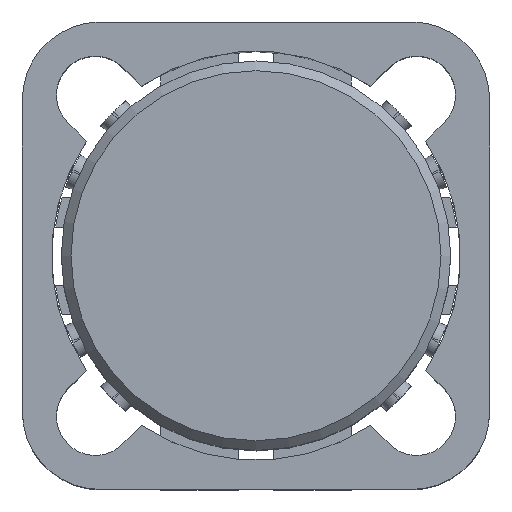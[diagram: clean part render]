
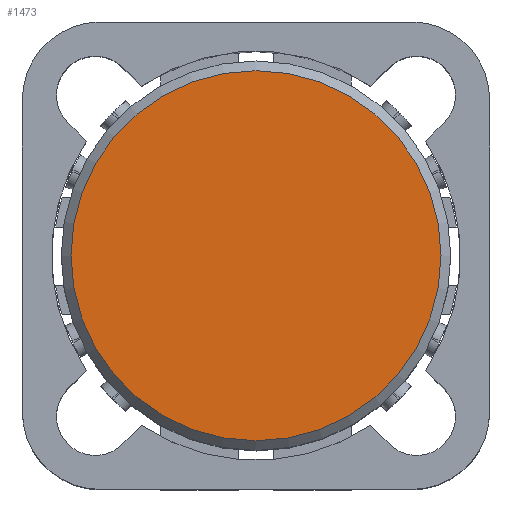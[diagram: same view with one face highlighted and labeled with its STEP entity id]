
A CAD part, top view. The second image highlights one B-rep face of the part: STEP entity #1473.
In plain terms, the highlighted planar face has unit normal (0, 0, 1).
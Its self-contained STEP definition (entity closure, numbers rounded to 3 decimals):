
#1433 = VERTEX_POINT('',#1434);
#1434 = CARTESIAN_POINT('',(-4.75,0.,8.));
#1442 = EDGE_CURVE('',#1433,#1433,#1443,.T.);
#1443 = CIRCLE('',#1444,4.75);
#1444 = AXIS2_PLACEMENT_3D('',#1445,#1446,#1447);
#1445 = CARTESIAN_POINT('',(0.,0.,8.));
#1446 = DIRECTION('',(0.,0.,1.));
#1447 = DIRECTION('',(-1.,0.,0.));
#1473 = ADVANCED_FACE('',(#1474),#1477,.T.);
#1474 = FACE_BOUND('',#1475,.T.);
#1475 = EDGE_LOOP('',(#1476));
#1476 = ORIENTED_EDGE('',*,*,#1442,.T.);
#1477 = PLANE('',#1478);
#1478 = AXIS2_PLACEMENT_3D('',#1479,#1480,#1481);
#1479 = CARTESIAN_POINT('',(0.,0.,8.));
#1480 = DIRECTION('',(0.,0.,1.));
#1481 = DIRECTION('',(-1.,0.,0.));
